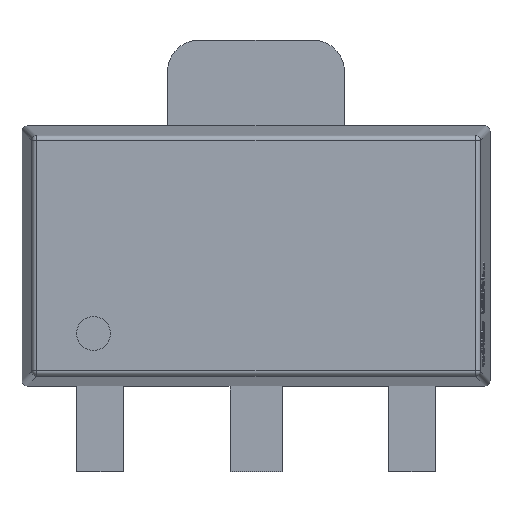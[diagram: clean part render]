
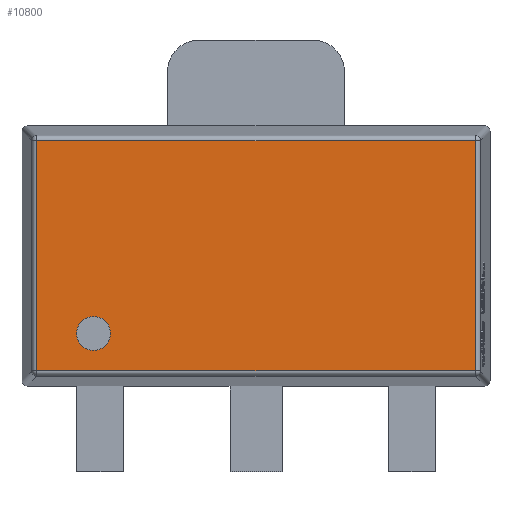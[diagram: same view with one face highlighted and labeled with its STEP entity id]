
A CAD part, top view. The second image highlights one B-rep face of the part: STEP entity #10800.
In plain terms, the highlighted planar face has unit normal (0, 0, 1).
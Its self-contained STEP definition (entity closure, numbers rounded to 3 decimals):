
#116 = CARTESIAN_POINT ( 'NONE',  ( -2.108, -1.154, 1.5 ) ) ;
#166 = DIRECTION ( 'NONE',  ( 0., 1., 0. ) ) ;
#245 = FACE_OUTER_BOUND ( 'NONE', #2407, .T. ) ;
#326 = ORIENTED_EDGE ( 'NONE', *, *, #10426, .T. ) ;
#359 = LINE ( 'NONE', #4428, #4732 ) ;
#646 = VECTOR ( 'NONE', #6585, 1000. ) ;
#781 = VERTEX_POINT ( 'NONE', #10002 ) ;
#791 = CARTESIAN_POINT ( 'NONE',  ( -2.154, 1.108, 1.5 ) ) ;
#1024 = CARTESIAN_POINT ( 'NONE',  ( 0., 0., 1.5 ) ) ;
#1162 = EDGE_CURVE ( 'NONE', #9370, #11917, #359, .T. ) ;
#1548 = CARTESIAN_POINT ( 'NONE',  ( -1.725, -0.747, 1.5 ) ) ;
#1689 = CARTESIAN_POINT ( 'NONE',  ( 2.108, -1.108, 1.5 ) ) ;
#2407 = EDGE_LOOP ( 'NONE', ( #10758, #12363, #326, #8686 ) ) ;
#2658 = VECTOR ( 'NONE', #11748, 1000. ) ;
#2781 = CARTESIAN_POINT ( 'NONE',  ( -1.561, -0.747, 1.5 ) ) ;
#2866 = DIRECTION ( 'NONE',  ( 0., 0., 1. ) ) ;
#3379 = DIRECTION ( 'NONE',  ( 1., 0., 0. ) ) ;
#3779 = DIRECTION ( 'NONE',  ( 1., 0., 0. ) ) ;
#4383 = VECTOR ( 'NONE', #9443, 1000. ) ;
#4428 = CARTESIAN_POINT ( 'NONE',  ( 2.108, 1.154, 1.5 ) ) ;
#4515 = FACE_BOUND ( 'NONE', #9503, .T. ) ;
#4732 = VECTOR ( 'NONE', #166, 1000. ) ;
#5419 = LINE ( 'NONE', #9616, #2658 ) ;
#5904 = DIRECTION ( 'NONE',  ( 0., 0., 1. ) ) ;
#6091 = AXIS2_PLACEMENT_3D ( 'NONE', #2781, #5904, #7014 ) ;
#6387 = AXIS2_PLACEMENT_3D ( 'NONE', #1024, #8436, #3379 ) ;
#6456 = LINE ( 'NONE', #116, #646 ) ;
#6554 = VERTEX_POINT ( 'NONE', #1548 ) ;
#6585 = DIRECTION ( 'NONE',  ( 0., -1., 0. ) ) ;
#7014 = DIRECTION ( 'NONE',  ( 1., 0., 0. ) ) ;
#7176 = CARTESIAN_POINT ( 'NONE',  ( -1.561, -0.747, 1.5 ) ) ;
#7228 = VERTEX_POINT ( 'NONE', #11707 ) ;
#7625 = CIRCLE ( 'NONE', #6091, 0.163 ) ;
#8270 = EDGE_CURVE ( 'NONE', #6554, #8958, #7625, .T. ) ;
#8436 = DIRECTION ( 'NONE',  ( 0., 0., 1. ) ) ;
#8686 = ORIENTED_EDGE ( 'NONE', *, *, #13650, .T. ) ;
#8828 = CIRCLE ( 'NONE', #12559, 0.163 ) ;
#8958 = VERTEX_POINT ( 'NONE', #11992 ) ;
#9052 = ORIENTED_EDGE ( 'NONE', *, *, #8270, .F. ) ;
#9370 = VERTEX_POINT ( 'NONE', #1689 ) ;
#9443 = DIRECTION ( 'NONE',  ( -1., 0., 0. ) ) ;
#9503 = EDGE_LOOP ( 'NONE', ( #11705, #9052 ) ) ;
#9616 = CARTESIAN_POINT ( 'NONE',  ( 2.154, -1.108, 1.5 ) ) ;
#10002 = CARTESIAN_POINT ( 'NONE',  ( -2.108, -1.108, 1.5 ) ) ;
#10272 = LINE ( 'NONE', #791, #4383 ) ;
#10426 = EDGE_CURVE ( 'NONE', #11917, #7228, #10272, .T. ) ;
#10655 = PLANE ( 'NONE',  #6387 ) ;
#10758 = ORIENTED_EDGE ( 'NONE', *, *, #12308, .T. ) ;
#10800 = ADVANCED_FACE ( 'NONE', ( #245, #4515 ), #10655, .T. ) ;
#11289 = EDGE_CURVE ( 'NONE', #8958, #6554, #8828, .T. ) ;
#11705 = ORIENTED_EDGE ( 'NONE', *, *, #11289, .F. ) ;
#11707 = CARTESIAN_POINT ( 'NONE',  ( -2.108, 1.108, 1.5 ) ) ;
#11748 = DIRECTION ( 'NONE',  ( 1., 0., 0. ) ) ;
#11917 = VERTEX_POINT ( 'NONE', #12329 ) ;
#11992 = CARTESIAN_POINT ( 'NONE',  ( -1.398, -0.747, 1.5 ) ) ;
#12308 = EDGE_CURVE ( 'NONE', #781, #9370, #5419, .T. ) ;
#12329 = CARTESIAN_POINT ( 'NONE',  ( 2.108, 1.108, 1.5 ) ) ;
#12363 = ORIENTED_EDGE ( 'NONE', *, *, #1162, .T. ) ;
#12559 = AXIS2_PLACEMENT_3D ( 'NONE', #7176, #2866, #3779 ) ;
#13650 = EDGE_CURVE ( 'NONE', #7228, #781, #6456, .T. ) ;
